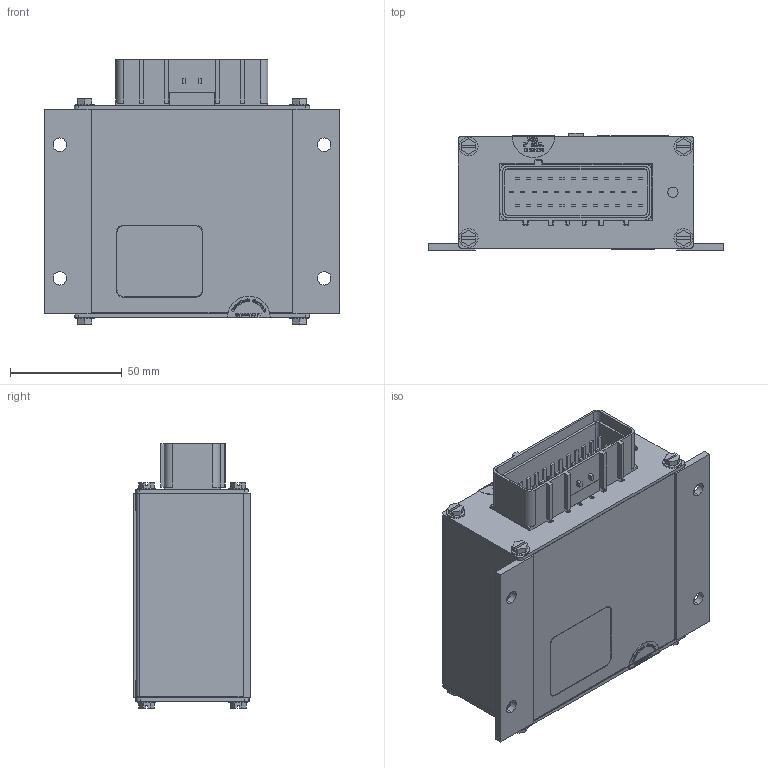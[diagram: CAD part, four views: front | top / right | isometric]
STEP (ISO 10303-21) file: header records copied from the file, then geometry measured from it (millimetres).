
FILE_DESCRIPTION (( 'STEP AP214' ), '1' );
FILE_NAME ('8c40001cc0001-01.STEP', '2018-03-28T01:47:19', ( '' ), ( '' ), 'SwSTEP 2.0', 'SolidWorks 2015', '' );
FILE_SCHEMA (( 'AUTOMOTIVE_DESIGN' ));
Length unit declared in the file: millimetre
Products named in the file (1): 8c40001cc0001-01
Bounding box: 132.08 x 52.27 x 118.01 mm (x, y, z)
Volume: 125835.7 mm3; surface area: 119908.9 mm2
Topology: 19 solids, 19 shells, 4167 faces, 11574 edges, 7712 vertices
Faces by surface type: plane 4018, cylinder 149
Entity records: 176715 total; most frequent: CARTESIAN_POINT 23454, ORIENTED_EDGE 23148, DIRECTION 20208, EDGE_CURVE 11574, LINE 11276, VECTOR 11276, VERTEX_POINT 7712, EDGE_LOOP 4474
